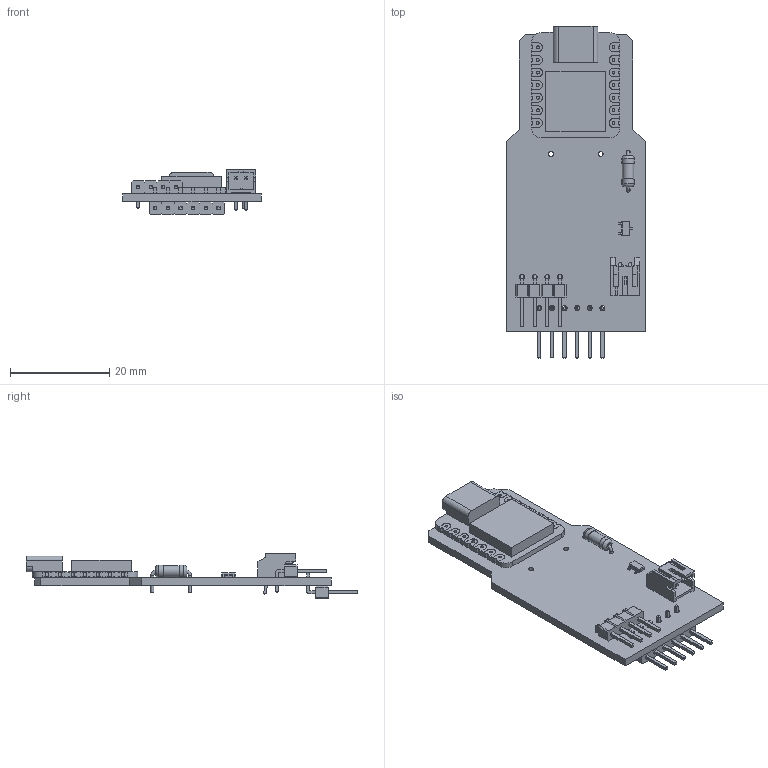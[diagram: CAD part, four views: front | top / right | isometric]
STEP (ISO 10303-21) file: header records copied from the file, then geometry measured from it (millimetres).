
FILE_DESCRIPTION(('KiCad electronic assembly'),'2;1');
FILE_NAME('STIC.step','2022-10-21T20:23:46',('An Author'),('A Company'), 'Open CASCADE STEP processor 7.3','KiCad to STEP converter','Unknown' );
FILE_SCHEMA(('AUTOMOTIVE_DESIGN { 1 0 10303 214 1 1 1 1 }'));
Length unit declared in the file: millimetre
Products named in the file (14): Open CASCADE STEP translator 7.3 1; Seeeduino_Xiao; SOLID; R_Axial_DIN0207_L6.3mm_D2.5mm_P7.62mm_Horizontal; TSOT-23; PinHeader_1x06_P2.54mm_Horizontal; PinHeader_1x04_P2.54mm_Horizontal; JST_PH_S2B-PH-K_1x02_P2.00mm_Horizontal; COMPOUND
Assembly tree (13 placements, depth 3):
  Open CASCADE STEP translator 7.3 1
    Seeeduino_Xiao
      SOLID
    R_Axial_DIN0207_L6.3mm_D2.5mm_P7.62mm_Horizontal
      SOLID
    TSOT-23
      SOLID
    PinHeader_1x06_P2.54mm_Horizontal
      SOLID
    PinHeader_1x04_P2.54mm_Horizontal
      SOLID
    JST_PH_S2B-PH-K_1x02_P2.00mm_Horizontal
      SOLID
    COMPOUND
Bounding box: 27.94 x 66.84 x 9.09 mm (x, y, z)
Volume: 3704.6 mm3; surface area: 5681.8 mm2
Topology: 7 solids, 7 shells, 705 faces, 1860 edges, 1196 vertices
Faces by surface type: plane 557, cylinder 117, bspline 27, torus 4
Full cylindrical faces by diameter (mm): 0.6 x16, 0.75 x2, 0.8 x2, 1 x12, 2.25 x1, 2.5 x2
Entity records: 51393 total; most frequent: CARTESIAN_POINT 9715, DIRECTION 6993, LINE 5012, VECTOR 5012, ORIENTED_EDGE 3720, PCURVE 3720, DEFINITIONAL_REPRESENTATION 3720, EDGE_CURVE 1860
